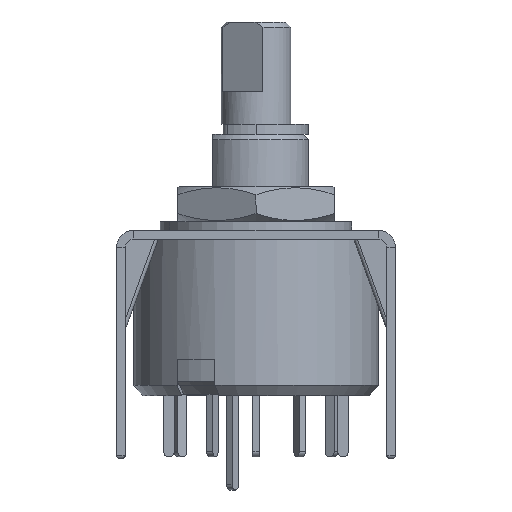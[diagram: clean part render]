
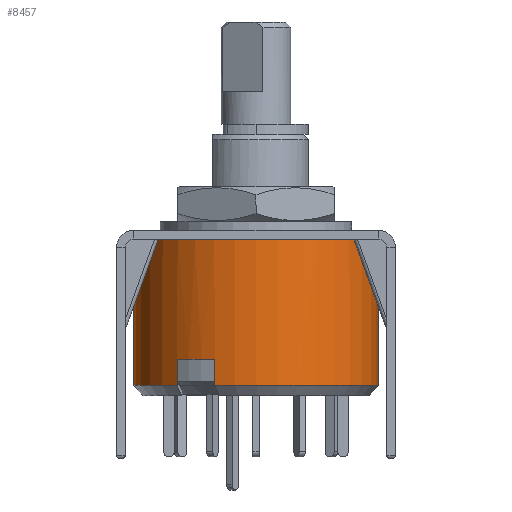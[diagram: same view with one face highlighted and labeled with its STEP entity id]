
A CAD part, front view. The second image highlights one B-rep face of the part: STEP entity #8457.
In plain terms, the highlighted cylindrical face has radius 7 mm (diameter 14 mm), a partial arc.
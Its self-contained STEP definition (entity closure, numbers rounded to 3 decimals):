
#738 = CARTESIAN_POINT ( 'NONE',  ( 0., 0., 0.95 ) ) ;
#1060 = VERTEX_POINT ( 'NONE', #15605 ) ;
#1165 = CARTESIAN_POINT ( 'NONE',  ( 0., 0., 9. ) ) ;
#1481 = DIRECTION ( 'NONE',  ( 0., 0., -1. ) ) ;
#1556 = CARTESIAN_POINT ( 'NONE',  ( -7., 0., -7.4 ) ) ;
#2040 = LINE ( 'NONE', #6708, #13520 ) ;
#2289 = CARTESIAN_POINT ( 'NONE',  ( -4.526, -5.34, -7.4 ) ) ;
#2674 = CIRCLE ( 'NONE', #3534, 7. ) ;
#2746 = ORIENTED_EDGE ( 'NONE', *, *, #5491, .T. ) ;
#3003 = ORIENTED_EDGE ( 'NONE', *, *, #12032, .T. ) ;
#3534 = AXIS2_PLACEMENT_3D ( 'NONE', #6664, #9451, #10709 ) ;
#3682 = EDGE_CURVE ( 'NONE', #12621, #13632, #14892, .T. ) ;
#3849 = DIRECTION ( 'NONE',  ( 0., 0., -1. ) ) ;
#3949 = DIRECTION ( 'NONE',  ( 1., 0., 0. ) ) ;
#4222 = AXIS2_PLACEMENT_3D ( 'NONE', #15858, #10537, #3949 ) ;
#4234 = CARTESIAN_POINT ( 'NONE',  ( 7., 0., 9. ) ) ;
#4931 = CARTESIAN_POINT ( 'NONE',  ( -4.526, -5.34, 9. ) ) ;
#5168 = CARTESIAN_POINT ( 'NONE',  ( 0., 0., -7.4 ) ) ;
#5236 = ORIENTED_EDGE ( 'NONE', *, *, #7197, .F. ) ;
#5491 = EDGE_CURVE ( 'NONE', #13632, #9041, #9165, .T. ) ;
#5585 = VERTEX_POINT ( 'NONE', #15450 ) ;
#6055 = AXIS2_PLACEMENT_3D ( 'NONE', #1165, #3849, #9534 ) ;
#6080 = DIRECTION ( 'NONE',  ( 0., 0., -1. ) ) ;
#6090 = DIRECTION ( 'NONE',  ( 0., 0., 1. ) ) ;
#6664 = CARTESIAN_POINT ( 'NONE',  ( 0., 0., -5.9 ) ) ;
#6708 = CARTESIAN_POINT ( 'NONE',  ( -2.361, -6.59, 9. ) ) ;
#6916 = CARTESIAN_POINT ( 'NONE',  ( 7., 0., 0.95 ) ) ;
#6962 = DIRECTION ( 'NONE',  ( 0., 0., -1. ) ) ;
#7197 = EDGE_CURVE ( 'NONE', #12621, #5585, #10270, .T. ) ;
#7589 = ORIENTED_EDGE ( 'NONE', *, *, #14862, .F. ) ;
#7690 = VERTEX_POINT ( 'NONE', #13176 ) ;
#8198 = DIRECTION ( 'NONE',  ( 1., 0., 0. ) ) ;
#8343 = CYLINDRICAL_SURFACE ( 'NONE', #6055, 7. ) ;
#8381 = EDGE_CURVE ( 'NONE', #12196, #9041, #14242, .T. ) ;
#8457 = ADVANCED_FACE ( 'NONE', ( #8959 ), #8343, .T. ) ;
#8681 = AXIS2_PLACEMENT_3D ( 'NONE', #738, #6080, #15465 ) ;
#8959 = FACE_OUTER_BOUND ( 'NONE', #11612, .T. ) ;
#8992 = VECTOR ( 'NONE', #9593, 1000. ) ;
#9041 = VERTEX_POINT ( 'NONE', #1556 ) ;
#9165 = LINE ( 'NONE', #16716, #15472 ) ;
#9451 = DIRECTION ( 'NONE',  ( 0., 0., 1. ) ) ;
#9534 = DIRECTION ( 'NONE',  ( -1., 0., 0. ) ) ;
#9593 = DIRECTION ( 'NONE',  ( 0., 0., -1. ) ) ;
#9994 = EDGE_CURVE ( 'NONE', #15167, #1060, #2674, .T. ) ;
#10033 = DIRECTION ( 'NONE',  ( 0., 0., -1. ) ) ;
#10270 = LINE ( 'NONE', #4234, #8992 ) ;
#10537 = DIRECTION ( 'NONE',  ( 0., 0., -1. ) ) ;
#10709 = DIRECTION ( 'NONE',  ( -1., 0., 0. ) ) ;
#11612 = EDGE_LOOP ( 'NONE', ( #5236, #15712, #2746, #15392, #14059, #13797, #3003, #7589 ) ) ;
#11691 = LINE ( 'NONE', #4931, #11896 ) ;
#11896 = VECTOR ( 'NONE', #6090, 1000. ) ;
#12032 = EDGE_CURVE ( 'NONE', #1060, #7690, #2040, .T. ) ;
#12196 = VERTEX_POINT ( 'NONE', #2289 ) ;
#12621 = VERTEX_POINT ( 'NONE', #6916 ) ;
#13176 = CARTESIAN_POINT ( 'NONE',  ( -2.361, -6.59, -7.4 ) ) ;
#13520 = VECTOR ( 'NONE', #1481, 1000. ) ;
#13632 = VERTEX_POINT ( 'NONE', #16154 ) ;
#13797 = ORIENTED_EDGE ( 'NONE', *, *, #9994, .T. ) ;
#14059 = ORIENTED_EDGE ( 'NONE', *, *, #14736, .T. ) ;
#14242 = CIRCLE ( 'NONE', #15923, 7. ) ;
#14736 = EDGE_CURVE ( 'NONE', #12196, #15167, #11691, .T. ) ;
#14862 = EDGE_CURVE ( 'NONE', #5585, #7690, #15412, .T. ) ;
#14892 = CIRCLE ( 'NONE', #8681, 7. ) ;
#15105 = CARTESIAN_POINT ( 'NONE',  ( -4.526, -5.34, -5.9 ) ) ;
#15167 = VERTEX_POINT ( 'NONE', #15105 ) ;
#15392 = ORIENTED_EDGE ( 'NONE', *, *, #8381, .F. ) ;
#15412 = CIRCLE ( 'NONE', #4222, 7. ) ;
#15450 = CARTESIAN_POINT ( 'NONE',  ( 7., 0., -7.4 ) ) ;
#15465 = DIRECTION ( 'NONE',  ( -1., 0., 0. ) ) ;
#15472 = VECTOR ( 'NONE', #10033, 1000. ) ;
#15605 = CARTESIAN_POINT ( 'NONE',  ( -2.361, -6.59, -5.9 ) ) ;
#15712 = ORIENTED_EDGE ( 'NONE', *, *, #3682, .T. ) ;
#15858 = CARTESIAN_POINT ( 'NONE',  ( 0., 0., -7.4 ) ) ;
#15923 = AXIS2_PLACEMENT_3D ( 'NONE', #5168, #6962, #8198 ) ;
#16154 = CARTESIAN_POINT ( 'NONE',  ( -7., 0., 0.95 ) ) ;
#16716 = CARTESIAN_POINT ( 'NONE',  ( -7., 0., 9. ) ) ;
